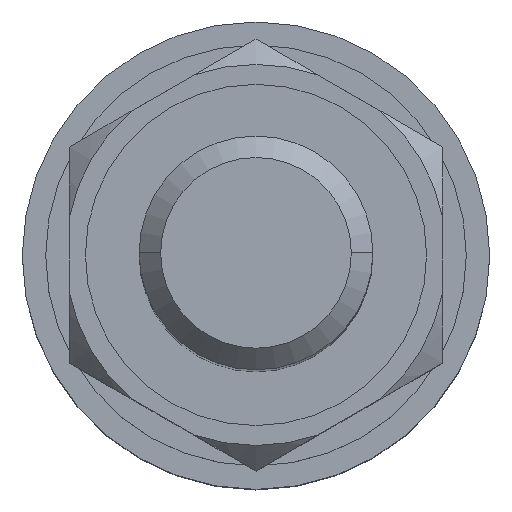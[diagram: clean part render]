
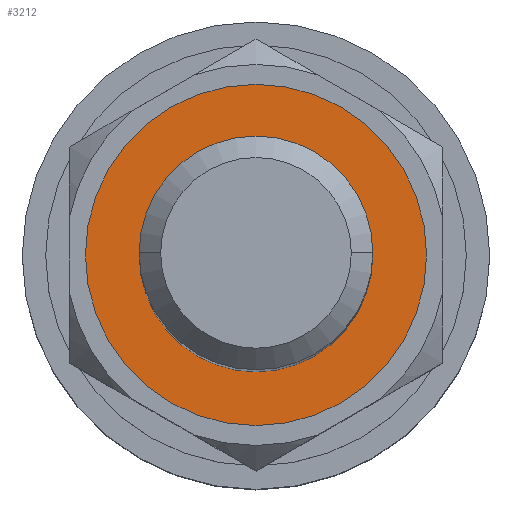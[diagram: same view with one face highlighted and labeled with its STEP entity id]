
A CAD part, top view. The second image highlights one B-rep face of the part: STEP entity #3212.
In plain terms, the highlighted face is planar.
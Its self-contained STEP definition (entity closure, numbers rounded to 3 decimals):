
#2755=CARTESIAN_POINT('',(0.,0.,0.));
#2756=DIRECTION('',(0.,-1.,0.));
#2757=DIRECTION('',(0.,0.,1.));
#2758=AXIS2_PLACEMENT_3D('',#2755,#2756,#2757);
#2760=CARTESIAN_POINT('',(0.,0.,0.));
#2761=DIRECTION('',(0.,-1.,0.));
#2762=DIRECTION('',(0.,0.,-1.));
#2763=AXIS2_PLACEMENT_3D('',#2760,#2761,#2762);
#2765=CARTESIAN_POINT('',(0.,0.,0.));
#2766=DIRECTION('',(0.,-1.,0.));
#2767=DIRECTION('',(1.,0.,0.));
#2768=AXIS2_PLACEMENT_3D('',#2765,#2766,#2767);
#2783=CARTESIAN_POINT('',(0.,0.,0.));
#2784=DIRECTION('',(0.,-1.,0.));
#2785=DIRECTION('',(-1.,0.,0.));
#2786=AXIS2_PLACEMENT_3D('',#2783,#2784,#2785);
#3151=CARTESIAN_POINT('',(0.,0.,7.3));
#3152=CARTESIAN_POINT('',(0.,0.,-7.3));
#3153=VERTEX_POINT('',#3151);
#3154=VERTEX_POINT('',#3152);
#3187=CARTESIAN_POINT('',(-5.,0.,0.));
#3188=CARTESIAN_POINT('',(5.,0.,0.));
#3189=VERTEX_POINT('',#3187);
#3190=VERTEX_POINT('',#3188);
#3195=CARTESIAN_POINT('',(0.,0.,0.));
#3196=DIRECTION('',(0.,1.,0.));
#3197=DIRECTION('',(1.,0.,0.));
#3198=AXIS2_PLACEMENT_3D('',#3195,#3196,#3197);
#3199=PLANE('',#3198);
#3201=ORIENTED_EDGE('',*,*,#3200,.F.);
#3203=ORIENTED_EDGE('',*,*,#3202,.F.);
#3204=EDGE_LOOP('',(#3201,#3203));
#3205=FACE_OUTER_BOUND('',#3204,.F.);
#3207=ORIENTED_EDGE('',*,*,#3206,.T.);
#3209=ORIENTED_EDGE('',*,*,#3208,.T.);
#3210=EDGE_LOOP('',(#3207,#3209));
#3211=FACE_BOUND('',#3210,.F.);
#3212=ADVANCED_FACE('',(#3205,#3211),#3199,.F.);
#2759=CIRCLE('',#2758,7.3);
#2764=CIRCLE('',#2763,7.3);
#2769=CIRCLE('',#2768,5.);
#2787=CIRCLE('',#2786,5.);
#3200=EDGE_CURVE('',#3153,#3154,#2759,.T.);
#3202=EDGE_CURVE('',#3154,#3153,#2764,.T.);
#3206=EDGE_CURVE('',#3190,#3189,#2769,.T.);
#3208=EDGE_CURVE('',#3189,#3190,#2787,.T.);
